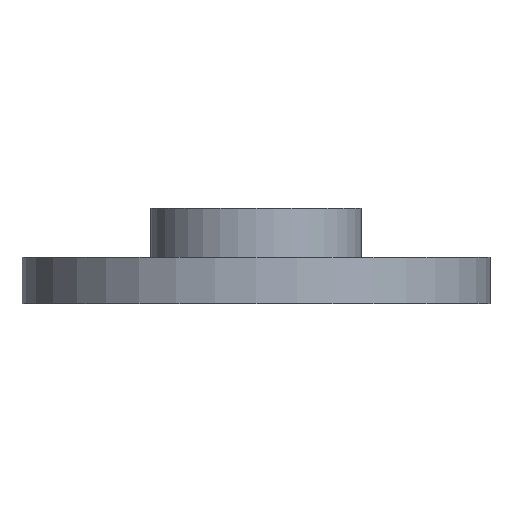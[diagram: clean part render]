
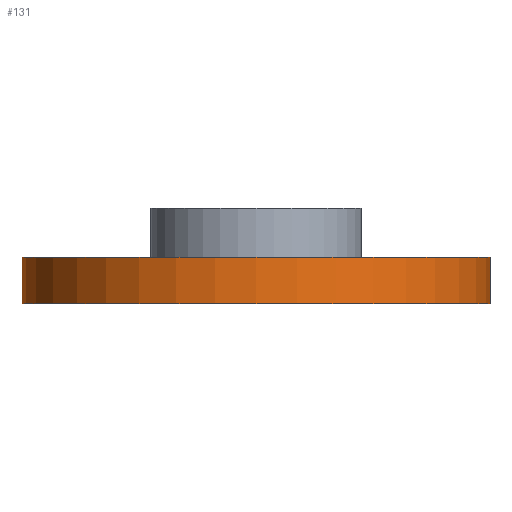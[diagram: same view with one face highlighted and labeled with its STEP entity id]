
A CAD part, front view. The second image highlights one B-rep face of the part: STEP entity #131.
In plain terms, the highlighted cylindrical face has radius 10 mm (diameter 20 mm), a partial arc.
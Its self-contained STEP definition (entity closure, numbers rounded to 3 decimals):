
#131 = ADVANCED_FACE ( 'NONE', ( #6430 ), #17143, .T. ) ;
#189 = LINE ( 'NONE', #6416, #8046 ) ;
#276 = VERTEX_POINT ( 'NONE', #12588 ) ;
#649 = VERTEX_POINT ( 'NONE', #11830 ) ;
#1486 = DIRECTION ( 'NONE',  ( 0., 0., 1. ) ) ;
#1995 = DIRECTION ( 'NONE',  ( 1., 0., 0. ) ) ;
#2113 = AXIS2_PLACEMENT_3D ( 'NONE', #14097, #5025, #1995 ) ;
#2285 = EDGE_LOOP ( 'NONE', ( #19530, #3131, #13869, #17737 ) ) ;
#3131 = ORIENTED_EDGE ( 'NONE', *, *, #13684, .T. ) ;
#3351 = CIRCLE ( 'NONE', #8494, 10. ) ;
#5025 = DIRECTION ( 'NONE',  ( 0., 0., 1. ) ) ;
#5124 = AXIS2_PLACEMENT_3D ( 'NONE', #5314, #14195, #11269 ) ;
#5138 = CIRCLE ( 'NONE', #5124, 10. ) ;
#5314 = CARTESIAN_POINT ( 'NONE',  ( 10.991, 10., -25.15 ) ) ;
#6411 = VECTOR ( 'NONE', #9028, 1000. ) ;
#6416 = CARTESIAN_POINT ( 'NONE',  ( 20.991, 10., -27.15 ) ) ;
#6430 = FACE_OUTER_BOUND ( 'NONE', #2285, .T. ) ;
#7243 = EDGE_CURVE ( 'NONE', #7400, #13521, #5138, .T. ) ;
#7337 = CARTESIAN_POINT ( 'NONE',  ( 10.991, 10., -27.15 ) ) ;
#7400 = VERTEX_POINT ( 'NONE', #11562 ) ;
#7604 = EDGE_CURVE ( 'NONE', #276, #7400, #12354, .T. ) ;
#8046 = VECTOR ( 'NONE', #1486, 1000. ) ;
#8494 = AXIS2_PLACEMENT_3D ( 'NONE', #7337, #19665, #10364 ) ;
#8805 = EDGE_CURVE ( 'NONE', #649, #13521, #189, .T. ) ;
#9028 = DIRECTION ( 'NONE',  ( 0., 0., 1. ) ) ;
#10364 = DIRECTION ( 'NONE',  ( 1., 0., 0. ) ) ;
#11269 = DIRECTION ( 'NONE',  ( 1., 0., 0. ) ) ;
#11562 = CARTESIAN_POINT ( 'NONE',  ( 0.991, 10., -25.15 ) ) ;
#11830 = CARTESIAN_POINT ( 'NONE',  ( 20.991, 10., -27.15 ) ) ;
#12162 = CARTESIAN_POINT ( 'NONE',  ( 0.991, 10., -27.15 ) ) ;
#12354 = LINE ( 'NONE', #12162, #6411 ) ;
#12588 = CARTESIAN_POINT ( 'NONE',  ( 0.991, 10., -27.15 ) ) ;
#13521 = VERTEX_POINT ( 'NONE', #17542 ) ;
#13684 = EDGE_CURVE ( 'NONE', #276, #649, #3351, .T. ) ;
#13869 = ORIENTED_EDGE ( 'NONE', *, *, #8805, .T. ) ;
#14097 = CARTESIAN_POINT ( 'NONE',  ( 10.991, 10., -27.15 ) ) ;
#14195 = DIRECTION ( 'NONE',  ( 0., 0., 1. ) ) ;
#17143 = CYLINDRICAL_SURFACE ( 'NONE', #2113, 10. ) ;
#17542 = CARTESIAN_POINT ( 'NONE',  ( 20.991, 10., -25.15 ) ) ;
#17737 = ORIENTED_EDGE ( 'NONE', *, *, #7243, .F. ) ;
#19530 = ORIENTED_EDGE ( 'NONE', *, *, #7604, .F. ) ;
#19665 = DIRECTION ( 'NONE',  ( 0., 0., 1. ) ) ;
